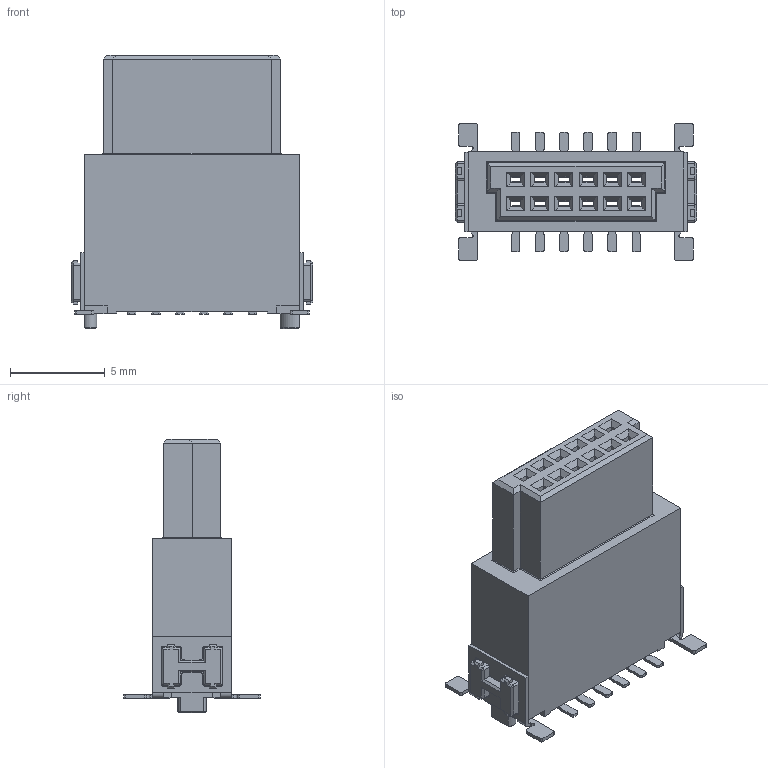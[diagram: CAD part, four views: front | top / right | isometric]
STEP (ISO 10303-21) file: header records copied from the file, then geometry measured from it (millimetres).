
FILE_DESCRIPTION((''),'2;1');
FILE_NAME('M55-6021242_ASM','2021-06-22T08:53:48',('mrudkin'),(''),'CREO PARAMETRIC BY PTC INC, 2020154','CREO PARAMETRIC BY PTC INC, 2020154','');
FILE_SCHEMA(('CONFIG_CONTROL_DESIGN','SHAPE_APPEARANCE_LAYERS_GROUPS'));
Length unit declared in the file: millimetre
Products named in the file (4): M55-60212_MOULD; M55-602_CONTACT; M55-700_STRAP; M55-6021242_ASM
Assembly tree (15 placements, depth 2):
  M55-6021242_ASM
    M55-60212_MOULD
    M55-602_CONTACT  x12
    M55-700_STRAP  x2
Bounding box: 12.7 x 7.2 x 14.4 mm (x, y, z)
Volume: 443 mm3; surface area: 1960 mm2
Topology: 15 solids, 15 shells, 2309 faces, 5682 edges, 3402 vertices
Faces by surface type: cylinder 871, plane 867, torus 336, bspline 120, sphere 96, cone 19
Entity records: 23295 total; most frequent: CARTESIAN_POINT 3365, ORIENTED_EDGE 2852, DIRECTION 2841, PRESENTATION_STYLE_ASSIGNMENT 1570, STYLED_ITEM 1429, CURVE_STYLE 1426, EDGE_CURVE 1426, VECTOR 1119
